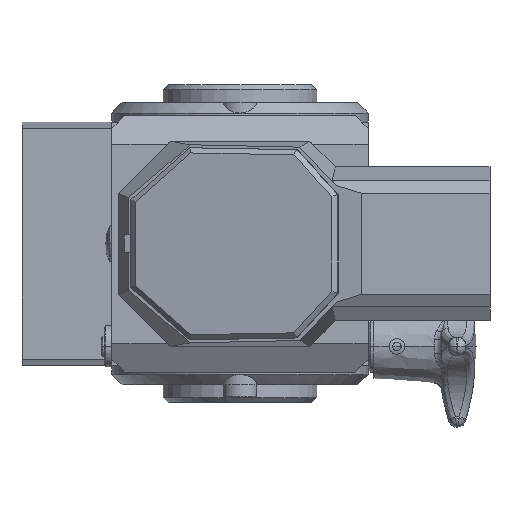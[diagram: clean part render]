
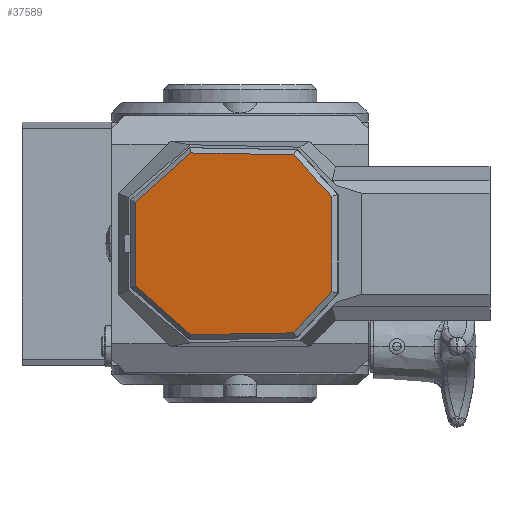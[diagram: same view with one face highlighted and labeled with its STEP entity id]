
A CAD part, front view. The second image highlights one B-rep face of the part: STEP entity #37589.
In plain terms, the highlighted face is planar.
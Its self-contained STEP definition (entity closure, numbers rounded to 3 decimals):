
#33030=DIRECTION('',(-0.682,0.,0.731));
#33031=VECTOR('',#33030,22.169);
#33032=CARTESIAN_POINT('',(38.95,0.,18.512));
#33033=LINE('',#33032,#33031);
#33037=DIRECTION('',(0.,0.,1.));
#33038=VECTOR('',#33037,37.024);
#33039=CARTESIAN_POINT('',(38.95,0.,-18.512));
#33040=LINE('',#33039,#33038);
#33044=DIRECTION('',(0.682,0.,0.731));
#33045=VECTOR('',#33044,22.169);
#33046=CARTESIAN_POINT('',(23.831,0.,-34.726));
#33047=LINE('',#33046,#33045);
#33051=DIRECTION('',(1.,0.,0.017));
#33052=VECTOR('',#33051,40.759);
#33053=CARTESIAN_POINT('',(-16.922,0.,-35.437));
#33054=LINE('',#33053,#33052);
#33058=DIRECTION('',(0.755,0.,-0.656));
#33059=VECTOR('',#33058,29.187);
#33060=CARTESIAN_POINT('',(-38.95,0.,-16.289));
#33061=LINE('',#33060,#33059);
#33065=DIRECTION('',(0.,0.,-1.));
#33066=VECTOR('',#33065,32.577);
#33067=CARTESIAN_POINT('',(-38.95,0.,16.289));
#33068=LINE('',#33067,#33066);
#33072=DIRECTION('',(-0.755,0.,-0.656));
#33073=VECTOR('',#33072,29.187);
#33074=CARTESIAN_POINT('',(-16.922,0.,35.437));
#33075=LINE('',#33074,#33073);
#33079=DIRECTION('',(-1.,0.,0.017));
#33080=VECTOR('',#33079,40.759);
#33081=CARTESIAN_POINT('',(23.831,0.,34.726));
#33082=LINE('',#33081,#33080);
#37538=CARTESIAN_POINT('',(38.95,0.,18.512));
#37539=CARTESIAN_POINT('',(23.831,0.,34.726));
#37540=VERTEX_POINT('',#37538);
#37541=VERTEX_POINT('',#37539);
#37542=CARTESIAN_POINT('',(-16.922,0.,35.437));
#37543=VERTEX_POINT('',#37542);
#37546=CARTESIAN_POINT('',(-38.95,0.,16.289));
#37547=VERTEX_POINT('',#37546);
#37552=CARTESIAN_POINT('',(-38.95,0.,-16.289));
#37553=VERTEX_POINT('',#37552);
#37556=CARTESIAN_POINT('',(-16.922,0.,-35.437));
#37557=VERTEX_POINT('',#37556);
#37560=CARTESIAN_POINT('',(23.831,0.,-34.726));
#37561=VERTEX_POINT('',#37560);
#37562=CARTESIAN_POINT('',(38.95,0.,-18.512));
#37563=VERTEX_POINT('',#37562);
#37566=CARTESIAN_POINT('',(0.,0.,0.));
#37567=DIRECTION('',(0.,1.,0.));
#37568=DIRECTION('',(1.,0.,0.));
#37569=AXIS2_PLACEMENT_3D('',#37566,#37567,#37568);
#37570=PLANE('',#37569);
#37572=ORIENTED_EDGE('',*,*,#37571,.F.);
#37574=ORIENTED_EDGE('',*,*,#37573,.F.);
#37576=ORIENTED_EDGE('',*,*,#37575,.F.);
#37578=ORIENTED_EDGE('',*,*,#37577,.F.);
#37580=ORIENTED_EDGE('',*,*,#37579,.F.);
#37582=ORIENTED_EDGE('',*,*,#37581,.F.);
#37584=ORIENTED_EDGE('',*,*,#37583,.F.);
#37586=ORIENTED_EDGE('',*,*,#37585,.F.);
#37587=EDGE_LOOP('',(#37572,#37574,#37576,#37578,#37580,#37582,#37584,#37586));
#37588=FACE_OUTER_BOUND('',#37587,.F.);
#37589=ADVANCED_FACE('',(#37588),#37570,.F.);
#37571=EDGE_CURVE('',#37540,#37541,#33033,.T.);
#37573=EDGE_CURVE('',#37563,#37540,#33040,.T.);
#37575=EDGE_CURVE('',#37561,#37563,#33047,.T.);
#37577=EDGE_CURVE('',#37557,#37561,#33054,.T.);
#37579=EDGE_CURVE('',#37553,#37557,#33061,.T.);
#37581=EDGE_CURVE('',#37547,#37553,#33068,.T.);
#37583=EDGE_CURVE('',#37543,#37547,#33075,.T.);
#37585=EDGE_CURVE('',#37541,#37543,#33082,.T.);
